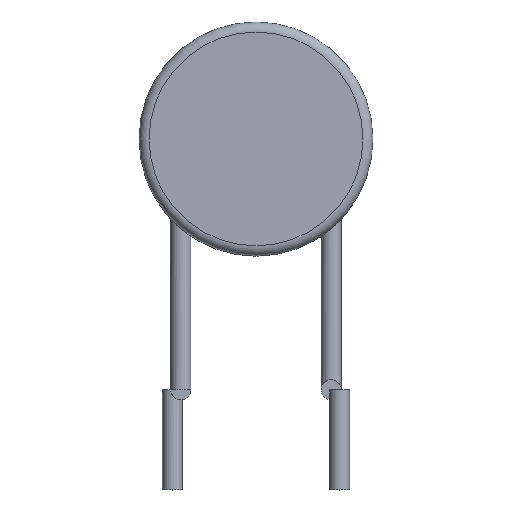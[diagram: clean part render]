
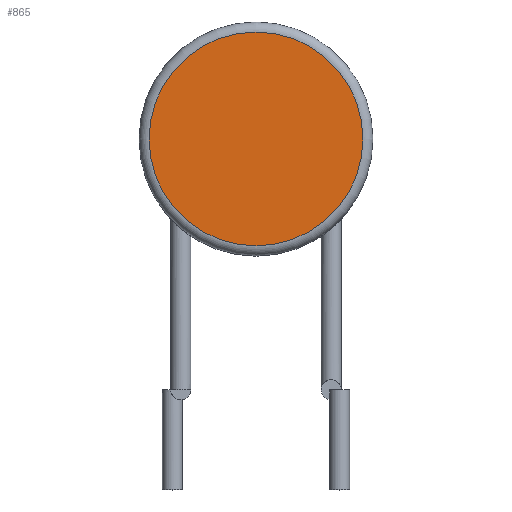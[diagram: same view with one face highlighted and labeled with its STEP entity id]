
A CAD part, top view. The second image highlights one B-rep face of the part: STEP entity #865.
In plain terms, the highlighted planar face has unit normal (0, 0, 1).
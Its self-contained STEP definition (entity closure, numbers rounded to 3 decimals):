
#94 = TOROIDAL_SURFACE('',#95,3.2,0.3);
#95 = AXIS2_PLACEMENT_3D('',#96,#97,#98);
#96 = CARTESIAN_POINT('',(0.,8.5,2.45));
#97 = DIRECTION('',(0.,0.,1.));
#98 = DIRECTION('',(1.,0.,0.));
#552 = VERTEX_POINT('',#553);
#553 = CARTESIAN_POINT('',(3.2,8.5,2.75));
#575 = EDGE_CURVE('',#552,#552,#576,.T.);
#576 = SURFACE_CURVE('',#577,(#582,#589),.PCURVE_S1.);
#577 = CIRCLE('',#578,3.2);
#578 = AXIS2_PLACEMENT_3D('',#579,#580,#581);
#579 = CARTESIAN_POINT('',(0.,8.5,2.75));
#580 = DIRECTION('',(0.,0.,1.));
#581 = DIRECTION('',(1.,0.,0.));
#582 = PCURVE('',#94,#583);
#583 = DEFINITIONAL_REPRESENTATION('',(#584),#588);
#584 = LINE('',#585,#586);
#585 = CARTESIAN_POINT('',(0.,1.571));
#586 = VECTOR('',#587,1.);
#587 = DIRECTION('',(1.,0.));
#588 = ( GEOMETRIC_REPRESENTATION_CONTEXT(2) 
PARAMETRIC_REPRESENTATION_CONTEXT() REPRESENTATION_CONTEXT('2D SPACE',''
  ) );
#589 = PCURVE('',#590,#595);
#590 = PLANE('',#591);
#591 = AXIS2_PLACEMENT_3D('',#592,#593,#594);
#592 = CARTESIAN_POINT('',(0.,8.5,2.75));
#593 = DIRECTION('',(0.,0.,-1.));
#594 = DIRECTION('',(0.,1.,0.));
#595 = DEFINITIONAL_REPRESENTATION('',(#596),#604);
#596 = ( BOUNDED_CURVE() B_SPLINE_CURVE(2,(#597,#598,#599,#600,#601,#602
,#603),.UNSPECIFIED.,.T.,.F.) B_SPLINE_CURVE_WITH_KNOTS((1,2,2,2,2,1),(
    -2.094,0.,2.094,4.189,6.283,
8.378),.UNSPECIFIED.) CURVE() GEOMETRIC_REPRESENTATION_ITEM() 
RATIONAL_B_SPLINE_CURVE((1.,0.5,1.,0.5,1.,0.5,1.)) REPRESENTATION_ITEM(
  '') );
#597 = CARTESIAN_POINT('',(0.,3.2));
#598 = CARTESIAN_POINT('',(5.543,3.2));
#599 = CARTESIAN_POINT('',(2.771,-1.6));
#600 = CARTESIAN_POINT('',(0.,-6.4));
#601 = CARTESIAN_POINT('',(-2.771,-1.6));
#602 = CARTESIAN_POINT('',(-5.543,3.2));
#603 = CARTESIAN_POINT('',(0.,3.2));
#604 = ( GEOMETRIC_REPRESENTATION_CONTEXT(2) 
PARAMETRIC_REPRESENTATION_CONTEXT() REPRESENTATION_CONTEXT('2D SPACE',''
  ) );
#865 = ADVANCED_FACE('',(#866),#590,.F.);
#866 = FACE_BOUND('',#867,.F.);
#867 = EDGE_LOOP('',(#868));
#868 = ORIENTED_EDGE('',*,*,#575,.F.);
